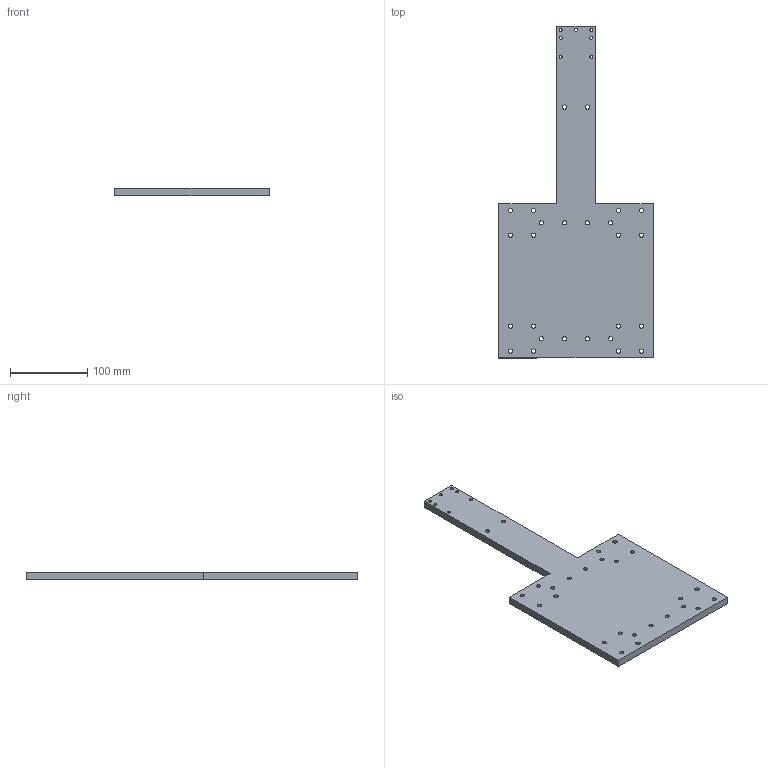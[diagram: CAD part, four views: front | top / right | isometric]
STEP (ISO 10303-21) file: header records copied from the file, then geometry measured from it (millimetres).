
FILE_DESCRIPTION(/* description */ (''),/* implementation_level */ '2;1');
FILE_NAME(/* name */ 'base sotto.stp',/* time_stamp */ '2024-04-09T18:45:20+02:00',/* author */ ('Giorgio'),/* organization */ (''),/* preprocessor_version */ 'ST-DEVELOPER v19.2',/* originating_system */ 'Autodesk Inventor 2024',/* authorisation */ '');
FILE_SCHEMA (('AUTOMOTIVE_DESIGN { 1 0 10303 214 3 1 1 }'));
Length unit declared in the file: millimetre
Products named in the file (1): base sotto
Bounding box: 200 x 430 x 10 mm (x, y, z)
Volume: 507943.2 mm3; surface area: 119560.8 mm2
Topology: 1 solids, 1 shells, 43 faces, 123 edges, 82 vertices
Faces by surface type: cylinder 33, plane 10
Full cylindrical faces by diameter (mm): 4 x7, 5.5 x26
Entity records: 1618 total; most frequent: DIRECTION 277, CARTESIAN_POINT 249, ORIENTED_EDGE 246, EDGE_CURVE 123, AXIS2_PLACEMENT_3D 110, EDGE_LOOP 109, VERTEX_POINT 82, FACE_BOUND 66
